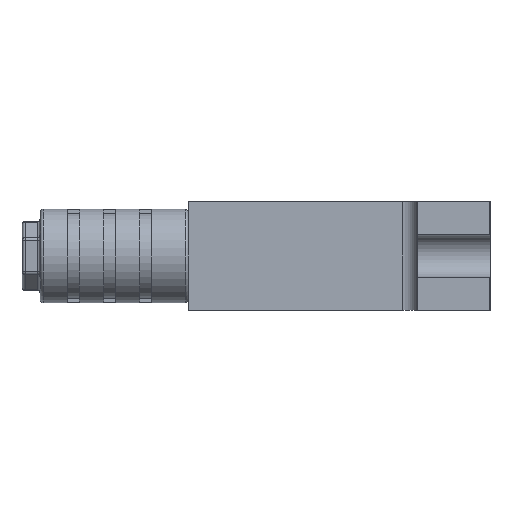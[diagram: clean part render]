
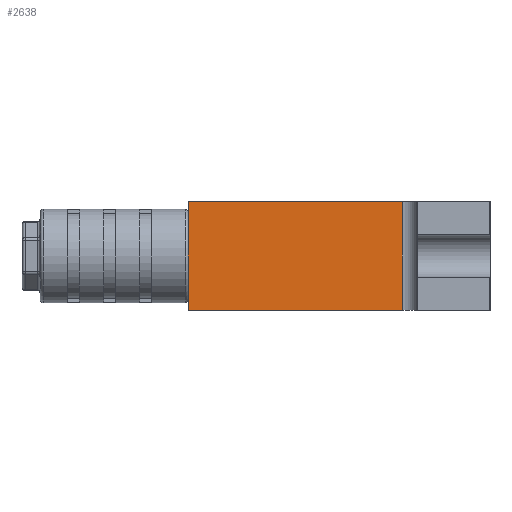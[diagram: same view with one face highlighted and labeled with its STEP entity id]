
A CAD part, left-side view. The second image highlights one B-rep face of the part: STEP entity #2638.
In plain terms, the highlighted planar face has unit normal (-1, 0, 0).
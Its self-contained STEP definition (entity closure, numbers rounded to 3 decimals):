
#109 = ORIENTED_EDGE ( 'NONE', *, *, #2748, .T. ) ;
#222 = CARTESIAN_POINT ( 'NONE',  ( -25., -10.5, -9. ) ) ;
#497 = LINE ( 'NONE', #4526, #7005 ) ;
#637 = VECTOR ( 'NONE', #2795, 1000. ) ;
#992 = CARTESIAN_POINT ( 'NONE',  ( -25., 25., 9. ) ) ;
#1019 = DIRECTION ( 'NONE',  ( 0., 1., 0. ) ) ;
#1300 = EDGE_CURVE ( 'NONE', #5125, #2259, #4777, .T. ) ;
#1353 = EDGE_CURVE ( 'NONE', #7047, #5129, #497, .T. ) ;
#2045 = ORIENTED_EDGE ( 'NONE', *, *, #1300, .T. ) ;
#2088 = EDGE_LOOP ( 'NONE', ( #5509, #2045, #109, #5862 ) ) ;
#2234 = LINE ( 'NONE', #992, #3426 ) ;
#2259 = VERTEX_POINT ( 'NONE', #5627 ) ;
#2309 = DIRECTION ( 'NONE',  ( 0., 0., 1. ) ) ;
#2442 = FACE_OUTER_BOUND ( 'NONE', #2088, .T. ) ;
#2638 = ADVANCED_FACE ( 'NONE', ( #2442 ), #4753, .F. ) ;
#2748 = EDGE_CURVE ( 'NONE', #2259, #5129, #2234, .T. ) ;
#2795 = DIRECTION ( 'NONE',  ( 0., 1., 0. ) ) ;
#2865 = CARTESIAN_POINT ( 'NONE',  ( -25., 25., 9. ) ) ;
#3283 = CARTESIAN_POINT ( 'NONE',  ( -25., 25., -9. ) ) ;
#3426 = VECTOR ( 'NONE', #1019, 1000. ) ;
#3592 = DIRECTION ( 'NONE',  ( 0., 0., -1. ) ) ;
#3753 = VECTOR ( 'NONE', #2309, 1000. ) ;
#4526 = CARTESIAN_POINT ( 'NONE',  ( -25., 25., -9. ) ) ;
#4574 = CARTESIAN_POINT ( 'NONE',  ( -25., -10.5, 9. ) ) ;
#4753 = PLANE ( 'NONE',  #6473 ) ;
#4777 = LINE ( 'NONE', #4574, #3753 ) ;
#5088 = DIRECTION ( 'NONE',  ( 0., 0., 1. ) ) ;
#5125 = VERTEX_POINT ( 'NONE', #222 ) ;
#5129 = VERTEX_POINT ( 'NONE', #2865 ) ;
#5415 = LINE ( 'NONE', #3283, #637 ) ;
#5509 = ORIENTED_EDGE ( 'NONE', *, *, #5974, .F. ) ;
#5627 = CARTESIAN_POINT ( 'NONE',  ( -25., -10.5, 9. ) ) ;
#5794 = CARTESIAN_POINT ( 'NONE',  ( -25., 25., -9. ) ) ;
#5862 = ORIENTED_EDGE ( 'NONE', *, *, #1353, .F. ) ;
#5974 = EDGE_CURVE ( 'NONE', #5125, #7047, #5415, .T. ) ;
#6473 = AXIS2_PLACEMENT_3D ( 'NONE', #6955, #6876, #3592 ) ;
#6876 = DIRECTION ( 'NONE',  ( 1., 0., 0. ) ) ;
#6955 = CARTESIAN_POINT ( 'NONE',  ( -25., 25., -9. ) ) ;
#7005 = VECTOR ( 'NONE', #5088, 1000. ) ;
#7047 = VERTEX_POINT ( 'NONE', #5794 ) ;
